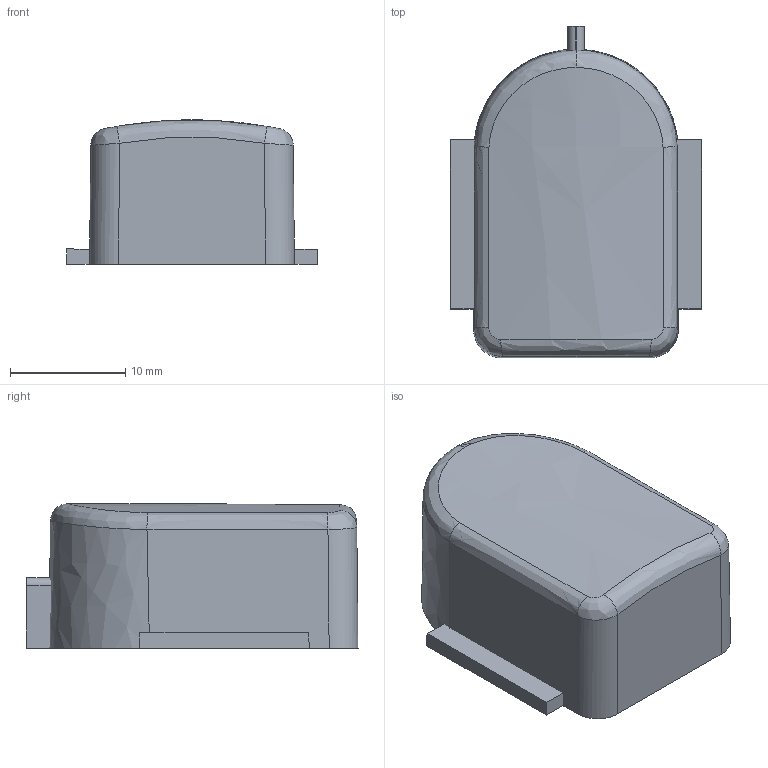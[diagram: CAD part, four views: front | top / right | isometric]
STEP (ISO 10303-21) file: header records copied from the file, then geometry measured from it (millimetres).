
FILE_DESCRIPTION(/* description */ ('','CAx-IF Rec.Pracs.---Representation and Presentation of Product Manufacturing Information (PMI)---4.0---2014-10-13'),/* implementation_level */ '2;1');
FILE_NAME(/* name */ 'gh fret fdm vertical v1.step',/* time_stamp */ '2025-01-10T22:51:56+01:00',/* author */ (''),/* organization */ (''),/* preprocessor_version */ 'ST-DEVELOPER v20',/* originating_system */ 'Autodesk Translation Framework v13.20.0.188',/* authorisation */ '');
FILE_SCHEMA (('AP242_MANAGED_MODEL_BASED_3D_ENGINEERING_MIM_LF { 1 0 10303 442 1 1 4 }'));
Length unit declared in the file: millimetre
Products named in the file (1): gh fret fdm vertical
Bounding box: 21.75 x 28.75 x 12.5 mm (x, y, z)
Volume: 5366.3 mm3; surface area: 2052.4 mm2
Topology: 4 solids, 4 shells, 36 faces, 79 edges, 51 vertices
Faces by surface type: plane 22, bspline 10, cylinder 4
Entity records: 1373 total; most frequent: CARTESIAN_POINT 603, ORIENTED_EDGE 158, DIRECTION 122, EDGE_CURVE 79, VERTEX_POINT 51, LINE 46, VECTOR 46, AXIS2_PLACEMENT_3D 38
